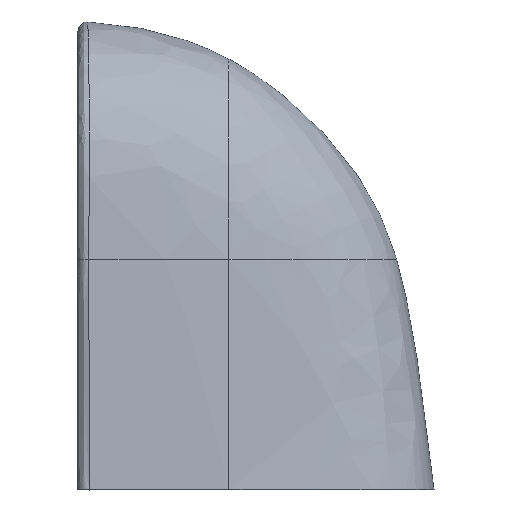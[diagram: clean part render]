
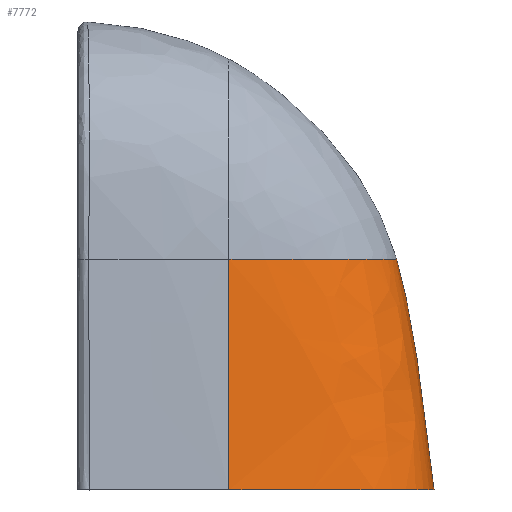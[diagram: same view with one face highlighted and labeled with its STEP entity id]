
A CAD part, left-side view. The second image highlights one B-rep face of the part: STEP entity #7772.
In plain terms, the highlighted free-form (B-spline) face has degree [3, 3] with [5, 5] control points.
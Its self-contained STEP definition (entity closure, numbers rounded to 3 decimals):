
#831=CARTESIAN_POINT('',(-147.428,-161.592,17.724));
#1044=CARTESIAN_POINT('',(0.,-382.254,
17.724));
#1045=CARTESIAN_POINT('',(-3.782,-382.254,
17.724));
#1046=CARTESIAN_POINT('',(-11.071,-381.969,
17.724));
#1047=CARTESIAN_POINT('',(-21.156,-380.762,
17.724));
#1048=CARTESIAN_POINT('',(-30.478,-378.844,
17.724));
#1049=CARTESIAN_POINT('',(-39.051,-376.294,
17.724));
#1050=CARTESIAN_POINT('',(-47.011,-373.149,
17.724));
#1051=CARTESIAN_POINT('',(-54.513,-369.391,
17.724));
#1052=CARTESIAN_POINT('',(-61.628,-364.998,
17.724));
#1053=CARTESIAN_POINT('',(-68.445,-359.907,
17.724));
#1054=CARTESIAN_POINT('',(-75.026,-354.028,
17.724));
#1055=CARTESIAN_POINT('',(-81.441,-347.222,
17.724));
#1056=CARTESIAN_POINT('',(-87.752,-339.287,
17.724));
#1057=CARTESIAN_POINT('',(-94.02,-329.934,
17.724));
#1058=CARTESIAN_POINT('',(-100.263,-318.84,
17.724));
#1059=CARTESIAN_POINT('',(-106.508,-305.514,
17.724));
#1060=CARTESIAN_POINT('',(-112.513,-290.141,
17.724));
#1061=CARTESIAN_POINT('',(-118.513,-271.857,
17.724));
#1062=CARTESIAN_POINT('',(-124.323,-251.175,
17.724));
#1063=CARTESIAN_POINT('',(-129.409,-231.739,
17.724));
#1064=CARTESIAN_POINT('',(-134.579,-212.007,
17.724));
#1065=CARTESIAN_POINT('',(-140.681,-188.351,
17.724));
#1066=CARTESIAN_POINT('',(-145.113,-170.851,
17.724));
#1067=CARTESIAN_POINT('',(-147.428,-161.592,
17.724));
#1069=CARTESIAN_POINT('',(0.,-342.065,
265.924));
#1070=CARTESIAN_POINT('',(0.,-349.278,
241.225));
#1071=CARTESIAN_POINT('',(0.,-362.52,
173.96));
#1072=CARTESIAN_POINT('',(0.,-376.023,
80.999));
#1073=CARTESIAN_POINT('',(0.,-382.254,
17.724));
#1091=CARTESIAN_POINT('',(-144.817,-161.592,
265.924));
#1092=CARTESIAN_POINT('',(-147.873,-161.592,
202.493));
#1093=CARTESIAN_POINT('',(-147.503,-161.592,
114.73));
#1094=CARTESIAN_POINT('',(-147.428,-161.592,
17.724));
#1128=CARTESIAN_POINT('',(0.,-342.065,
265.924));
#1129=CARTESIAN_POINT('',(-56.854,-342.065,
265.924));
#1130=CARTESIAN_POINT('',(-109.325,-269.498,
265.924));
#1131=CARTESIAN_POINT('',(-137.998,-184.273,
265.924));
#1132=CARTESIAN_POINT('',(-144.817,-161.592,
265.924));
#6210=VERTEX_POINT('',#831);
#6211=VERTEX_POINT('',#1044);
#6256=VERTEX_POINT('',#1069);
#6257=VERTEX_POINT('',#1091);
#7738=CARTESIAN_POINT('',(-148.08,-158.974,
15.429));
#7739=CARTESIAN_POINT('',(-141.66,-184.705,
15.369));
#7740=CARTESIAN_POINT('',(-119.463,-270.847,
15.099));
#7741=CARTESIAN_POINT('',(-88.855,-384.243,
14.802));
#7742=CARTESIAN_POINT('',(2.909,-382.512,14.807));
#7743=CARTESIAN_POINT('',(-148.114,-158.996,
74.688));
#7744=CARTESIAN_POINT('',(-141.797,-184.494,
75.132));
#7745=CARTESIAN_POINT('',(-118.422,-271.71,
77.118));
#7746=CARTESIAN_POINT('',(-82.354,-377.867,
79.312));
#7747=CARTESIAN_POINT('',(2.698,-376.246,79.279));
#7748=CARTESIAN_POINT('',(-148.427,-159.078,
168.164));
#7749=CARTESIAN_POINT('',(-141.739,-183.741,
168.786));
#7750=CARTESIAN_POINT('',(-115.598,-271.127,
171.553));
#7751=CARTESIAN_POINT('',(-71.564,-363.861,
174.596));
#7752=CARTESIAN_POINT('',(2.348,-362.444,174.55));
#7753=CARTESIAN_POINT('',(-146.701,-159.161,
242.609));
#7754=CARTESIAN_POINT('',(-139.733,-182.971,
242.644));
#7755=CARTESIAN_POINT('',(-111.339,-270.586,
242.801));
#7756=CARTESIAN_POINT('',(-60.276,-350.13,
242.974));
#7757=CARTESIAN_POINT('',(1.981,-348.914,242.971));
#7758=CARTESIAN_POINT('',(-145.409,-159.215,
268.384));
#7759=CARTESIAN_POINT('',(-138.459,-182.493,
268.38));
#7760=CARTESIAN_POINT('',(-109.464,-269.293,
268.361));
#7761=CARTESIAN_POINT('',(-55.607,-342.453,
268.339));
#7762=CARTESIAN_POINT('',(1.829,-341.334,268.34));
#7763=B_SPLINE_SURFACE_WITH_KNOTS('',3,3,((#7738,#7739,#7740,#7741,#7742),
(#7743,#7744,#7745,#7746,#7747),(#7748,#7749,#7750,#7751,#7752),(#7753,#7754,
#7755,#7756,#7757),(#7758,#7759,#7760,#7761,#7762)),.UNSPECIFIED.,.F.,.F.,.F.,
(4,1,4),(4,1,4),(-0.026,0.596,1.013),(
-0.01,0.29,1.008),.UNSPECIFIED.);
#7764=ORIENTED_EDGE('',*,*,#7183,.T.);
#7766=ORIENTED_EDGE('',*,*,#7765,.F.);
#7768=ORIENTED_EDGE('',*,*,#7767,.F.);
#7769=ORIENTED_EDGE('',*,*,#7730,.T.);
#7770=EDGE_LOOP('',(#7764,#7766,#7768,#7769));
#7771=FACE_OUTER_BOUND('',#7770,.F.);
#7772=ADVANCED_FACE('',(#7771),#7763,.F.);
#1068=B_SPLINE_CURVE_WITH_KNOTS('',3,(#1044,#1045,#1046,#1047,#1048,#1049,#1050,
#1051,#1052,#1053,#1054,#1055,#1056,#1057,#1058,#1059,#1060,#1061,#1062,#1063,
#1064,#1065,#1066,#1067),.UNSPECIFIED.,.F.,.F.,(4,1,1,1,1,1,1,1,1,1,1,1,1,1,1,1,
1,1,1,1,1,4),(0.,0.048,0.095,0.143,
0.19,0.238,0.286,0.333,
0.381,0.429,0.476,0.524,
0.571,0.619,0.667,0.714,
0.762,0.81,0.857,0.905,
0.952,1.),.UNSPECIFIED.);
#1074=B_SPLINE_CURVE_WITH_KNOTS('',3,(#1069,#1070,#1071,#1072,#1073),
.UNSPECIFIED.,.F.,.F.,(4,1,4),(0.,0.398,1.),.UNSPECIFIED.);
#1095=B_SPLINE_CURVE_WITH_KNOTS('',3,(#1091,#1092,#1093,#1094),.UNSPECIFIED.,
.F.,.F.,(4,4),(0.,1.),.UNSPECIFIED.);
#1133=B_SPLINE_CURVE_WITH_KNOTS('',3,(#1128,#1129,#1130,#1131,#1132),
.UNSPECIFIED.,.F.,.F.,(4,1,4),(0.,0.71,1.),.UNSPECIFIED.);
#7183=EDGE_CURVE('',#6211,#6210,#1068,.T.);
#7730=EDGE_CURVE('',#6256,#6211,#1074,.T.);
#7765=EDGE_CURVE('',#6257,#6210,#1095,.T.);
#7767=EDGE_CURVE('',#6256,#6257,#1133,.T.);
